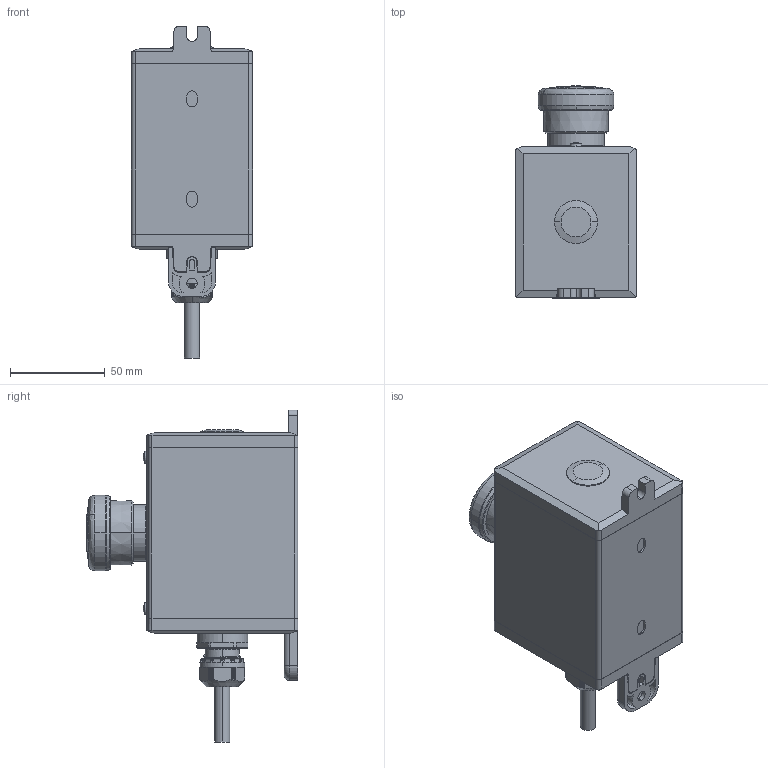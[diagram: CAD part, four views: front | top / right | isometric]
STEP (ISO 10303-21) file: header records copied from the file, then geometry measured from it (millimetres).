
FILE_DESCRIPTION (( 'STEP AP203' ), '1' );
FILE_NAME ('NEC-102-STP.step', '2023-08-04T06:53:29', ( 'SetupUser' ), ( '' ), 'SwSTEP 2.0', 'SolidWorks 2020', '' );
FILE_SCHEMA (( 'CONFIG_CONTROL_DESIGN' ));
Length unit declared in the file: millimetre
Products named in the file (1): NEC-102-STP
Bounding box: 64 x 112 x 175.49 mm (x, y, z)
Volume: 585454.4 mm3; surface area: 52613.1 mm2
Topology: 1 solids, 3 shells, 792 faces, 2195 edges, 1449 vertices
Faces by surface type: plane 333, bspline 230, cylinder 184, cone 43, torus 2
Entity records: 33961 total; most frequent: CARTESIAN_POINT 15410, ORIENTED_EDGE 4382, DIRECTION 3034, EDGE_CURVE 2191, VERTEX_POINT 1449, LINE 1094, VECTOR 1094, AXIS2_PLACEMENT_3D 970
